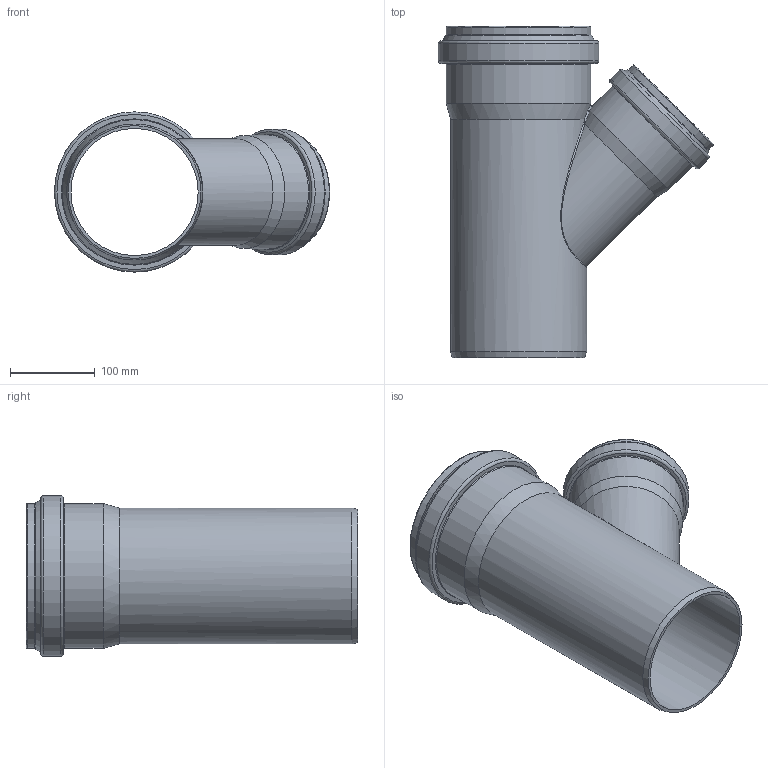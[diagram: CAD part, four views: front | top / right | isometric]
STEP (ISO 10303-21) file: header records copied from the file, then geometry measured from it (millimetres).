
FILE_DESCRIPTION(/* description */ (''),/* implementation_level */ '2;1');
FILE_NAME(/* name */ '772450 KG2000EA Abzweig DN_OD 160_125_45°.stp',/* time_stamp */ '2017-01-30T13:26:20+01:00',/* author */ ('user1'),/* organization */ (''),/* preprocessor_version */ 'ST-DEVELOPER v16.1',/* originating_system */ 'Autodesk Inventor 2016',/* authorisation */ '');
FILE_SCHEMA (('AUTOMOTIVE_DESIGN { 1 0 10303 214 3 1 1 }'));
Length unit declared in the file: millimetre
Products named in the file (1): 772450 KG2000EA Abzweig DN_OD 160_125_45°
Bounding box: 324 x 390 x 188.8 mm (x, y, z)
Volume: 1221041.2 mm3; surface area: 515404.9 mm2
Topology: 1 solids, 1 shells, 76 faces, 157 edges, 90 vertices
Faces by surface type: torus 28, cylinder 18, cone 15, plane 11, bspline 4
Full cylindrical faces by diameter (mm): 116.611 x1, 125.6 x1, 125.9 x2, 133.4 x1, 133.7 x1, 140.2 x1, 148 x1, 149.7 x1, 160.1 x1, 160.7 x1, 161 x2, 170.3 x1, 170.4 x1, 179.4 x1, 188.8 x1
Entity records: 2339 total; most frequent: CARTESIAN_POINT 980, DIRECTION 288, ORIENTED_EDGE 184, EDGE_LOOP 147, AXIS2_PLACEMENT_3D 144, EDGE_CURVE 92, VERTEX_POINT 85, FACE_OUTER_BOUND 76
